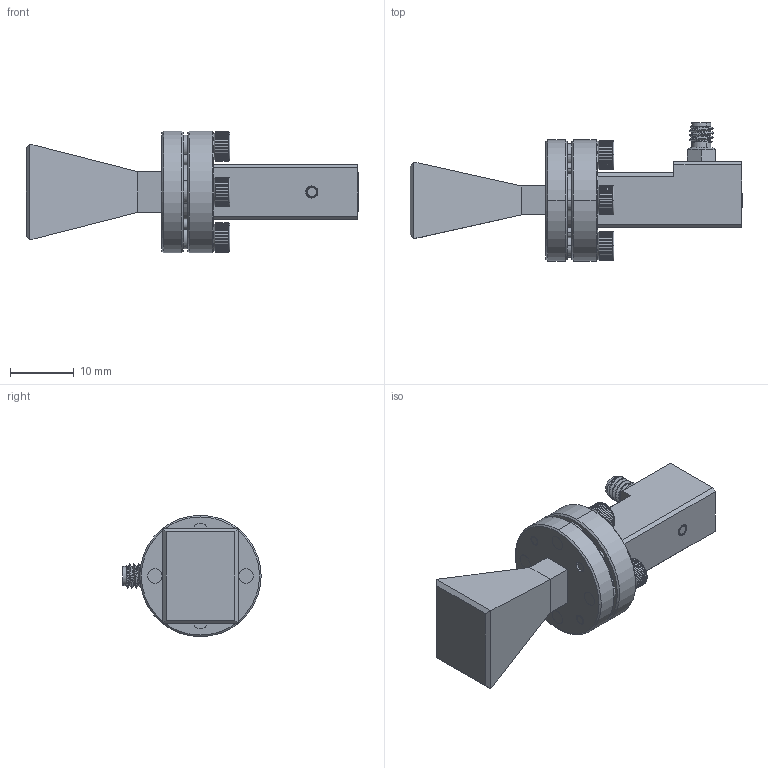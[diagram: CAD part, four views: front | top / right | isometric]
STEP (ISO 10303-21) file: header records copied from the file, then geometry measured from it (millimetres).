
FILE_DESCRIPTION (( 'STEP AP214' ), '1' );
FILE_NAME ('SAR-1725-15VF-R2.STEP', '2025-01-25T00:58:54', ( '' ), ( '' ), 'SwSTEP 2.0', 'SolidWorks 2021', '' );
FILE_SCHEMA (( 'AUTOMOTIVE_DESIGN' ));
Length unit declared in the file: inch
Products named in the file (1): SAR-1725-15VF-R2
Bounding box: 52.1 x 21.69 x 19.05 mm (x, y, z)
Volume: 5916.8 mm3; surface area: 3784.1 mm2
Topology: 5 solids, 5 shells, 755 faces, 2083 edges, 1361 vertices
Faces by surface type: plane 459, cylinder 217, cone 68, torus 8, bspline 3
Entity records: 35924 total; most frequent: CARTESIAN_POINT 8047, ORIENTED_EDGE 4166, DIRECTION 3288, EDGE_CURVE 2083, VERTEX_POINT 1361, AXIS2_PLACEMENT_3D 1233, LINE 822, VECTOR 822
